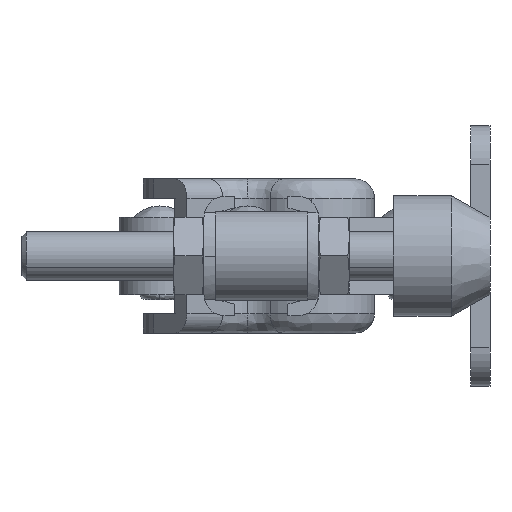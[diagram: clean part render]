
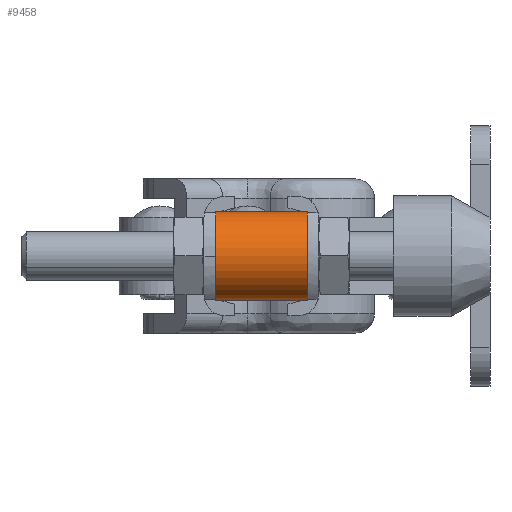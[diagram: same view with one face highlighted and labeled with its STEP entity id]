
A CAD part, left-side view. The second image highlights one B-rep face of the part: STEP entity #9458.
In plain terms, the highlighted cylindrical face has radius 4.65 mm (diameter 9.3 mm), a partial arc.
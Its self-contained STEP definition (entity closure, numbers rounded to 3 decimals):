
#300 = EDGE_CURVE ( 'NONE', #2902, #8220, #12923, .T. ) ;
#580 = VERTEX_POINT ( 'NONE', #3636 ) ;
#811 = DIRECTION ( 'NONE',  ( 0., 0., 1. ) ) ;
#2407 = AXIS2_PLACEMENT_3D ( 'NONE', #6796, #811, #7821 ) ;
#2455 = CARTESIAN_POINT ( 'NONE',  ( -47.3, 0., 10.02 ) ) ;
#2615 = EDGE_LOOP ( 'NONE', ( #7975, #11793, #5267, #10119 ) ) ;
#2902 = VERTEX_POINT ( 'NONE', #11905 ) ;
#3181 = EDGE_CURVE ( 'NONE', #9079, #2902, #10909, .T. ) ;
#3458 = DIRECTION ( 'NONE',  ( 0., 1., 0. ) ) ;
#3636 = CARTESIAN_POINT ( 'NONE',  ( -47.3, -4.65, 19.52 ) ) ;
#4057 = DIRECTION ( 'NONE',  ( 0., 0., 1. ) ) ;
#4083 = DIRECTION ( 'NONE',  ( 0., 0., -1. ) ) ;
#4865 = CARTESIAN_POINT ( 'NONE',  ( -47.3, -4.65, 10.02 ) ) ;
#4942 = VECTOR ( 'NONE', #4057, 1000. ) ;
#5220 = EDGE_CURVE ( 'NONE', #8220, #580, #12727, .T. ) ;
#5267 = ORIENTED_EDGE ( 'NONE', *, *, #3181, .F. ) ;
#5467 = CARTESIAN_POINT ( 'NONE',  ( -47.3, 0., 19.52 ) ) ;
#6259 = CARTESIAN_POINT ( 'NONE',  ( -47.3, 4.65, 19.52 ) ) ;
#6702 = EDGE_CURVE ( 'NONE', #580, #9079, #12084, .T. ) ;
#6796 = CARTESIAN_POINT ( 'NONE',  ( -47.3, 0., 19.52 ) ) ;
#7473 = DIRECTION ( 'NONE',  ( 0., 0., -1. ) ) ;
#7614 = AXIS2_PLACEMENT_3D ( 'NONE', #2455, #9435, #3458 ) ;
#7821 = DIRECTION ( 'NONE',  ( 0., 1., 0. ) ) ;
#7975 = ORIENTED_EDGE ( 'NONE', *, *, #5220, .F. ) ;
#7981 = AXIS2_PLACEMENT_3D ( 'NONE', #5467, #7473, #12372 ) ;
#8033 = CARTESIAN_POINT ( 'NONE',  ( -47.3, -4.65, 14.77 ) ) ;
#8220 = VERTEX_POINT ( 'NONE', #6259 ) ;
#9079 = VERTEX_POINT ( 'NONE', #4865 ) ;
#9422 = VECTOR ( 'NONE', #4083, 1000. ) ;
#9435 = DIRECTION ( 'NONE',  ( 0., 0., -1. ) ) ;
#9458 = ADVANCED_FACE ( 'NONE', ( #12512 ), #9860, .T. ) ;
#9860 = CYLINDRICAL_SURFACE ( 'NONE', #7981, 4.65 ) ;
#10040 = CARTESIAN_POINT ( 'NONE',  ( -47.3, 4.65, 14.77 ) ) ;
#10119 = ORIENTED_EDGE ( 'NONE', *, *, #6702, .F. ) ;
#10909 = CIRCLE ( 'NONE', #7614, 4.65 ) ;
#11793 = ORIENTED_EDGE ( 'NONE', *, *, #300, .F. ) ;
#11905 = CARTESIAN_POINT ( 'NONE',  ( -47.3, 4.65, 10.02 ) ) ;
#12084 = LINE ( 'NONE', #8033, #9422 ) ;
#12372 = DIRECTION ( 'NONE',  ( 0., 1., 0. ) ) ;
#12512 = FACE_OUTER_BOUND ( 'NONE', #2615, .T. ) ;
#12727 = CIRCLE ( 'NONE', #2407, 4.65 ) ;
#12923 = LINE ( 'NONE', #10040, #4942 ) ;
